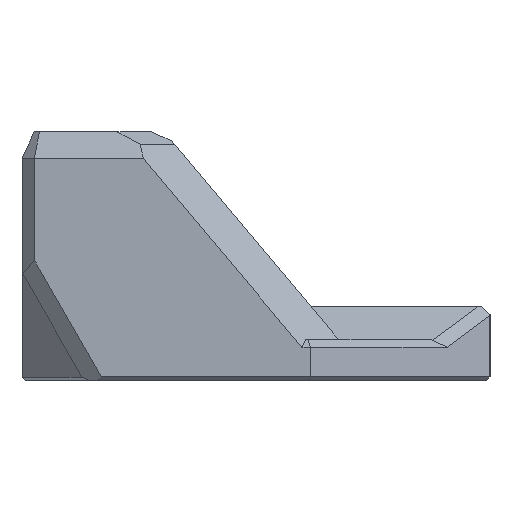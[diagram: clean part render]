
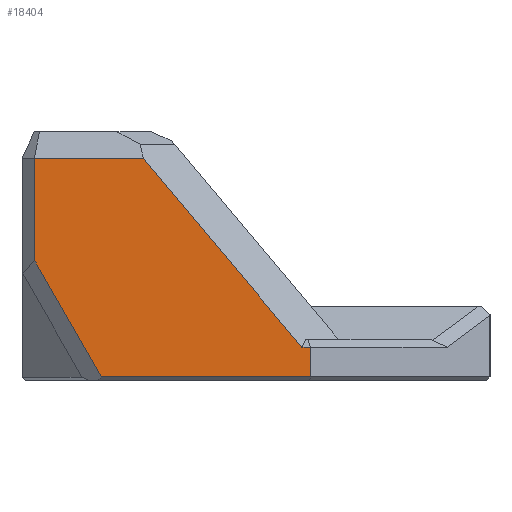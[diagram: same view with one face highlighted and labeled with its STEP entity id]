
A CAD part, left-side view. The second image highlights one B-rep face of the part: STEP entity #18404.
In plain terms, the highlighted planar face has unit normal (-1, 0, 0).
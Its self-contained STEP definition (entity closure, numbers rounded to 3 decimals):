
#560=PLANE('',#19210);
#1198=FACE_OUTER_BOUND('',#2274,.T.);
#2274=EDGE_LOOP('',(#14024,#14025,#14026,#14027,#14028,#14029,#14030));
#3480=LINE('',#29684,#4972);
#3498=LINE('',#29718,#4990);
#3516=LINE('',#29755,#5008);
#3556=LINE('',#29832,#5048);
#3557=LINE('',#29835,#5049);
#3558=LINE('',#29837,#5050);
#3559=LINE('',#29838,#5051);
#4972=VECTOR('',#20511,10.);
#4990=VECTOR('',#20547,10.);
#5008=VECTOR('',#20577,10.);
#5048=VECTOR('',#20651,10.);
#5049=VECTOR('',#20654,10.);
#5050=VECTOR('',#20655,10.);
#5051=VECTOR('',#20656,10.);
#7821=VERTEX_POINT('',#29682);
#7822=VERTEX_POINT('',#29683);
#7829=VERTEX_POINT('',#29717);
#7841=VERTEX_POINT('',#29752);
#7842=VERTEX_POINT('',#29754);
#7863=VERTEX_POINT('',#29834);
#7864=VERTEX_POINT('',#29836);
#10009=EDGE_CURVE('',#7821,#7822,#3480,.T.);
#10027=EDGE_CURVE('',#7822,#7829,#3498,.T.);
#10045=EDGE_CURVE('',#7841,#7842,#3516,.T.);
#10085=EDGE_CURVE('',#7821,#7842,#3556,.T.);
#10086=EDGE_CURVE('',#7863,#7841,#3557,.T.);
#10087=EDGE_CURVE('',#7864,#7863,#3558,.T.);
#10088=EDGE_CURVE('',#7829,#7864,#3559,.T.);
#14024=ORIENTED_EDGE('',*,*,#10009,.F.);
#14025=ORIENTED_EDGE('',*,*,#10085,.T.);
#14026=ORIENTED_EDGE('',*,*,#10045,.F.);
#14027=ORIENTED_EDGE('',*,*,#10086,.F.);
#14028=ORIENTED_EDGE('',*,*,#10087,.F.);
#14029=ORIENTED_EDGE('',*,*,#10088,.F.);
#14030=ORIENTED_EDGE('',*,*,#10027,.F.);
#18404=ADVANCED_FACE('',(#1198),#560,.T.);
#19210=AXIS2_PLACEMENT_3D('',#29833,#20652,#20653);
#20511=DIRECTION('',(0.,1.,0.));
#20547=DIRECTION('',(0.,0.497,0.868));
#20577=DIRECTION('',(0.,-1.,0.));
#20651=DIRECTION('',(0.,0.,1.));
#20652=DIRECTION('center_axis',(-1.,0.,0.));
#20653=DIRECTION('ref_axis',(0.,-1.,0.));
#20654=DIRECTION('',(0.,-0.643,-0.766));
#20655=DIRECTION('',(0.,-1.,0.));
#20656=DIRECTION('',(0.,0.,1.));
#29682=CARTESIAN_POINT('',(-75.07,-5.,0.4));
#29683=CARTESIAN_POINT('',(-75.07,20.376,0.4));
#29684=CARTESIAN_POINT('',(-75.07,15.8,0.4));
#29717=CARTESIAN_POINT('',(-75.07,28.5,14.593));
#29718=CARTESIAN_POINT('',(-75.07,19.859,-0.504));
#29752=CARTESIAN_POINT('',(-75.07,-3.974,4.));
#29754=CARTESIAN_POINT('',(-75.07,-5.,4.));
#29755=CARTESIAN_POINT('',(-75.07,7.05,4.));
#29832=CARTESIAN_POINT('',(-75.07,-5.,0.));
#29833=CARTESIAN_POINT('Origin',(-75.07,30.,0.));
#29834=CARTESIAN_POINT('',(-75.07,15.269,26.933));
#29835=CARTESIAN_POINT('',(-75.07,0.186,8.958));
#29836=CARTESIAN_POINT('',(-75.07,28.5,26.933));
#29837=CARTESIAN_POINT('',(-75.07,21.25,26.933));
#29838=CARTESIAN_POINT('',(-75.07,28.5,0.));
